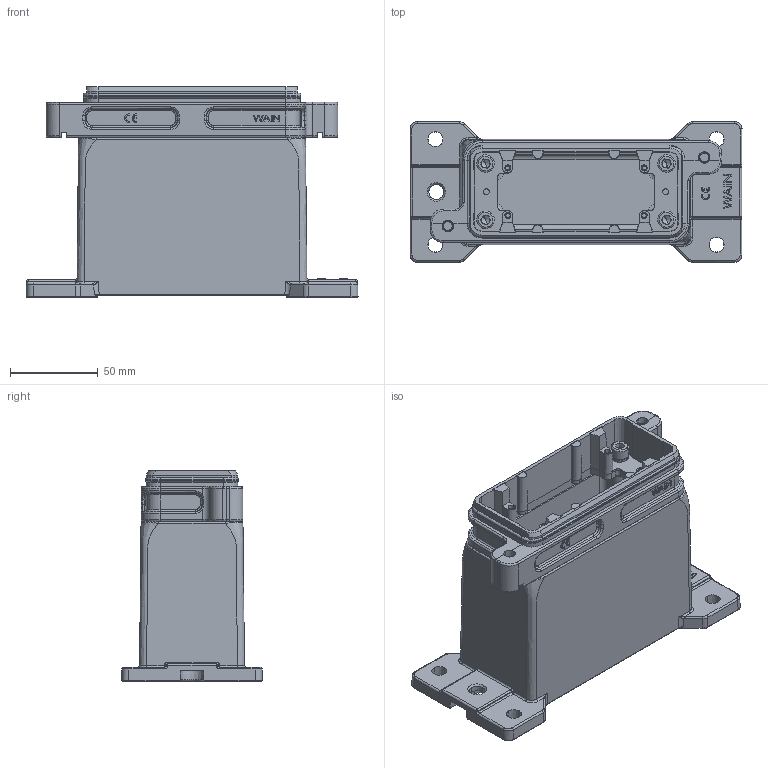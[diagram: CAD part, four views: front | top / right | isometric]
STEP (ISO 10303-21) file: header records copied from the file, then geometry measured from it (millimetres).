
FILE_DESCRIPTION(/* description */ (''),/* implementation_level */ '2;1');
FILE_NAME(/* name */ 'HP16B.stp',/* time_stamp */ '2022-09-13T13:32:10+08:00',/* author */ (''),/* organization */ (''),/* preprocessor_version */ 'ST-DEVELOPER v18.1',/* originating_system */ 'SIEMENS PLM Software NX 1980',/* authorisation */ '');
FILE_SCHEMA (('AP203_CONFIGURATION_CONTROLLED_3D_DESIGN_OF_MECHANICAL_PARTS_AND_ASSEMBLIES_MIM_LF { 1 0 10303 403 2 1 2}'));
Products named in the file (1): HP16B
Bounding box: 188.98 x 79.98 x 119.9 mm (x, y, z)
Volume: 433961.7 mm3; surface area: 130040.8 mm2
Topology: 14 solids, 18 shells, 1386 faces, 3545 edges, 2208 vertices
Faces by surface type: plane 526, cylinder 495, cone 149, torus 125, bspline 68, sphere 19, revolution 4
Entity records: 74267 total; most frequent: CARTESIAN_POINT 43144, ORIENTED_EDGE 7038, DIRECTION 5457, EDGE_CURVE 3519, VERTEX_POINT 2208, AXIS2_PLACEMENT_3D 1956, LINE 1541, VECTOR 1541
